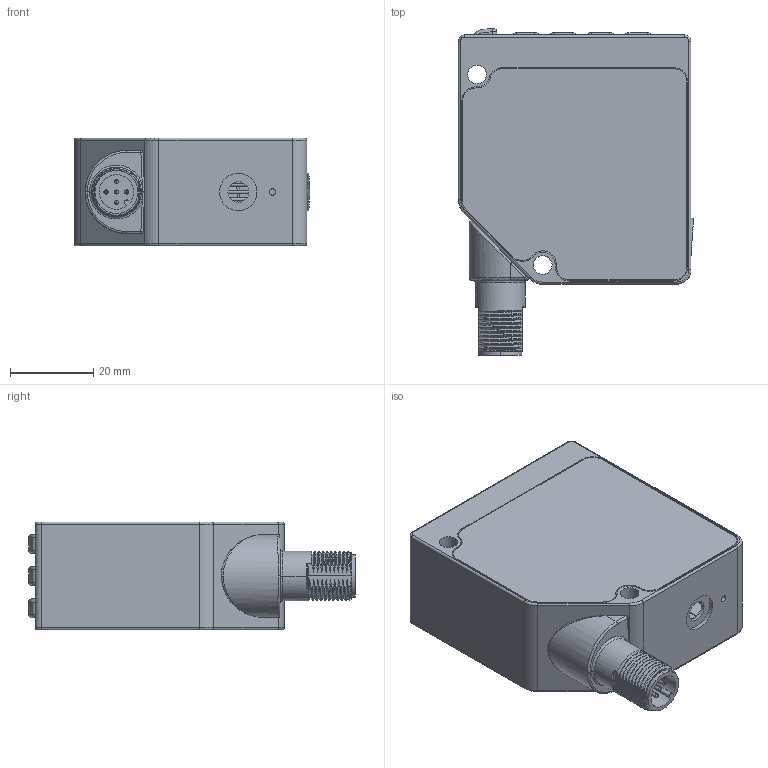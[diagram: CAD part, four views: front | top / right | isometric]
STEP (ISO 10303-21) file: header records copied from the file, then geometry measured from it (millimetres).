
FILE_DESCRIPTION((''),'2;1');
FILE_NAME('175733_ASM','2021-07-15T07:46:33',('PDMAdmin'),('BANNER ENGINEERING'),'CREO PARAMETRIC BY PTC INC, 2019292','CREO PARAMETRIC BY PTC INC, 2019292','');
FILE_SCHEMA(('CONFIG_CONTROL_DESIGN'));
Products named in the file (23): 172151; 164914; 172158; 164133; 137080; 164133_ASM; 172159; 173464; 166178; DWAMP_RTRI_SWITCH_KMR2; 108873; 147043; 166178_ASM; 164943_9MM_SPACE; 172161; 164940_MACHINED_ASM; 164916; 164919; 41089; 175096_WIRES; 43713; 175096_ASM; 175733_ASM
Assembly tree (26 placements, depth 4):
  175733_ASM
    172151
    164914
    164940_MACHINED_ASM
      172158
      164133_ASM
        164133
        137080
      172159
      173464
      166178_ASM
        166178
        DWAMP_RTRI_SWITCH_KMR2  x4
        108873  x2
        147043
      164943_9MM_SPACE
      172161
    164916
    175096_ASM
      164919
      41089
      175096_WIRES
      43713
Bounding box: 56.63 x 78.59 x 26 mm (x, y, z)
Volume: 30334.3 mm3; surface area: 45233.8 mm2
Topology: 27 solids, 31 shells, 2126 faces, 5510 edges, 3546 vertices
Faces by surface type: plane 1086, cylinder 728, bspline 173, torus 78, cone 29, sphere 18, extrusion 10, revolution 4
Entity records: 76172 total; most frequent: CARTESIAN_POINT 29331, ORIENTED_EDGE 9792, DIRECTION 9533, EDGE_CURVE 4912, AXIS2_PLACEMENT_3D 3227, VERTEX_POINT 3182, VECTOR 3075, LINE 3065
